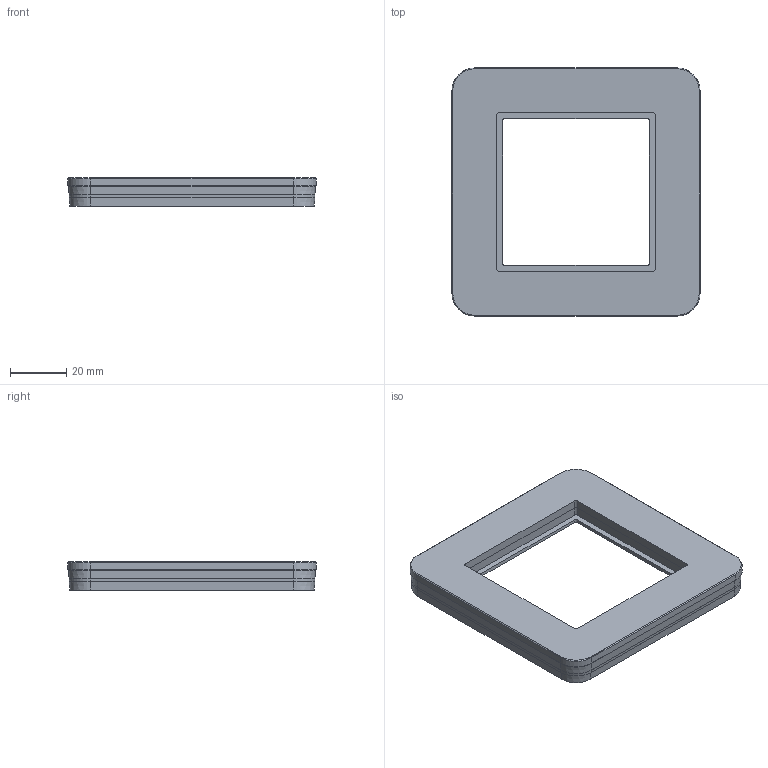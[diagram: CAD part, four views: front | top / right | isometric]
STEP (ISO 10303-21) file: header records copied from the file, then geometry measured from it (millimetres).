
FILE_DESCRIPTION((''),'2;1');
FILE_NAME('WAD9120GBM_ASM','2025-02-24T11:52:10',('andolfs'),(''),'CREO PARAMETRIC BY PTC INC, 2023154','CREO PARAMETRIC BY PTC INC, 2023154','');
FILE_SCHEMA(('CONFIG_CONTROL_DESIGN','SHAPE_APPEARANCE_LAYERS_GROUPS'));
Products named in the file (7): W4G0217_18; W4H0007_18; W1A2409_GP; 9204676000_KLEBEPAD; W1A2459_NQ; W2A0687_00_ASM; WAD9120GBM_ASM
Assembly tree (6 placements, depth 3):
  WAD9120GBM_ASM
    W4G0217_18
    W2A0687_00_ASM
      W4H0007_18
      W1A2409_GP
      9204676000_KLEBEPAD
      W1A2459_NQ
Bounding box: 88 x 88 x 10 mm (x, y, z)
Volume: 26734.4 mm3; surface area: 31477.1 mm2
Topology: 3 solids, 3 shells, 1971 faces, 5299 edges, 3458 vertices
Faces by surface type: plane 821, extrusion 782, cylinder 206, bspline 118, cone 30, torus 10, revolution 4
Entity records: 111094 total; most frequent: CARTESIAN_POINT 33525, ORIENTED_EDGE 10598, PRESENTATION_STYLE_ASSIGNMENT 7992, STYLED_ITEM 7992, DIRECTION 6681, CURVE_STYLE 6037, EDGE_CURVE 5299, VECTOR 3849
